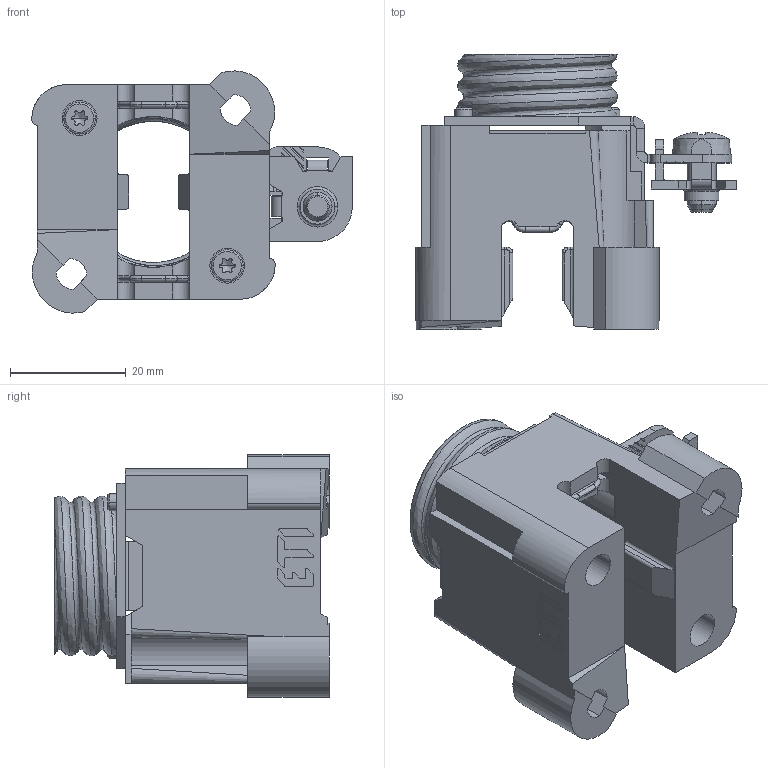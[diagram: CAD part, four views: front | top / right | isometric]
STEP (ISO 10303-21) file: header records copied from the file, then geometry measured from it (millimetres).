
FILE_DESCRIPTION((''),'2;1');
FILE_NAME('002322027_EZR_25_ASM','2021-10-22T',('marketing.praksa'),('Audax d.o.o.'),'CREO PARAMETRIC BY PTC INC, 2017480','CREO PARAMETRIC BY PTC INC, 2017480','');
FILE_SCHEMA(('AUTOMOTIVE_DESIGN { 1 0 10303 214 1 1 1 1 }'));
Length unit declared in the file: millimetre
Products named in the file (8): 0000006480_1; 0000006478_1; 0000006479_1; 0000011681_1; 0000020482_1; 0000059958_1; PRT9569; 002322027_EZR_25_ASM
Assembly tree (9 placements, depth 2):
  002322027_EZR_25_ASM
    0000006480_1
    0000006478_1
    0000006479_1
    0000011681_1  x2
    0000020482_1
    0000059958_1  x2
    PRT9569
Bounding box: 55.3 x 47.4 x 41.76 mm (x, y, z)
Volume: 28336.1 mm3; surface area: 17727.7 mm2
Topology: 11 solids, 15 shells, 670 faces, 1893 edges, 1252 vertices
Faces by surface type: plane 368, cylinder 208, cone 43, torus 33, bspline 16, sphere 2
Entity records: 38660 total; most frequent: CARTESIAN_POINT 10779, ORIENTED_EDGE 3548, DIRECTION 3281, PRESENTATION_STYLE_ASSIGNMENT 2423, STYLED_ITEM 2423, CURVE_STYLE 1783, EDGE_CURVE 1783, VERTEX_POINT 1185
